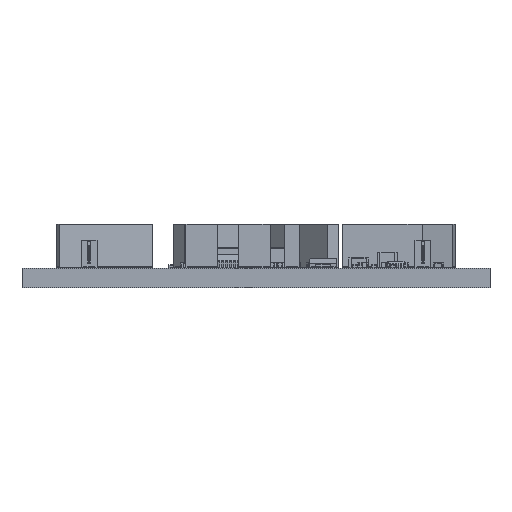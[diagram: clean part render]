
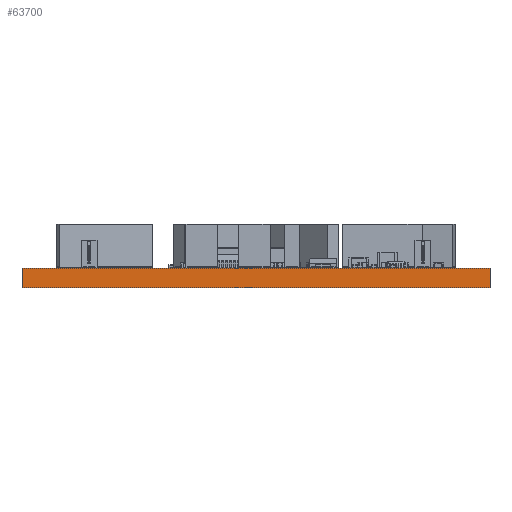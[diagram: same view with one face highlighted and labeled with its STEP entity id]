
A CAD part, front view. The second image highlights one B-rep face of the part: STEP entity #63700.
In plain terms, the highlighted planar face has unit normal (0, -1, 0).
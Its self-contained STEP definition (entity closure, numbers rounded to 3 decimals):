
#62058 = VERTEX_POINT('',#62059);
#62059 = CARTESIAN_POINT('',(160.,-160.,3.2));
#62065 = EDGE_CURVE('',#62066,#62058,#62068,.T.);
#62066 = VERTEX_POINT('',#62067);
#62067 = CARTESIAN_POINT('',(160.,-160.,0.));
#62068 = LINE('',#62069,#62070);
#62069 = CARTESIAN_POINT('',(160.,-160.,0.));
#62070 = VECTOR('',#62071,1.);
#62071 = DIRECTION('',(0.,0.,1.));
#62089 = EDGE_CURVE('',#62066,#62090,#62092,.T.);
#62090 = VERTEX_POINT('',#62091);
#62091 = CARTESIAN_POINT('',(85.,-160.,0.));
#62092 = LINE('',#62093,#62094);
#62093 = CARTESIAN_POINT('',(160.,-160.,0.));
#62094 = VECTOR('',#62095,1.);
#62095 = DIRECTION('',(-1.,0.,0.));
#62889 = EDGE_CURVE('',#62058,#62890,#62892,.T.);
#62890 = VERTEX_POINT('',#62891);
#62891 = CARTESIAN_POINT('',(85.,-160.,3.2));
#62892 = LINE('',#62893,#62894);
#62893 = CARTESIAN_POINT('',(160.,-160.,3.2));
#62894 = VECTOR('',#62895,1.);
#62895 = DIRECTION('',(-1.,0.,0.));
#63700 = ADVANCED_FACE('',(#63701),#63712,.T.);
#63701 = FACE_BOUND('',#63702,.T.);
#63702 = EDGE_LOOP('',(#63703,#63704,#63705,#63711));
#63703 = ORIENTED_EDGE('',*,*,#62065,.T.);
#63704 = ORIENTED_EDGE('',*,*,#62889,.T.);
#63705 = ORIENTED_EDGE('',*,*,#63706,.F.);
#63706 = EDGE_CURVE('',#62090,#62890,#63707,.T.);
#63707 = LINE('',#63708,#63709);
#63708 = CARTESIAN_POINT('',(85.,-160.,0.));
#63709 = VECTOR('',#63710,1.);
#63710 = DIRECTION('',(0.,0.,1.));
#63711 = ORIENTED_EDGE('',*,*,#62089,.F.);
#63712 = PLANE('',#63713);
#63713 = AXIS2_PLACEMENT_3D('',#63714,#63715,#63716);
#63714 = CARTESIAN_POINT('',(160.,-160.,0.));
#63715 = DIRECTION('',(0.,-1.,0.));
#63716 = DIRECTION('',(-1.,0.,0.));
